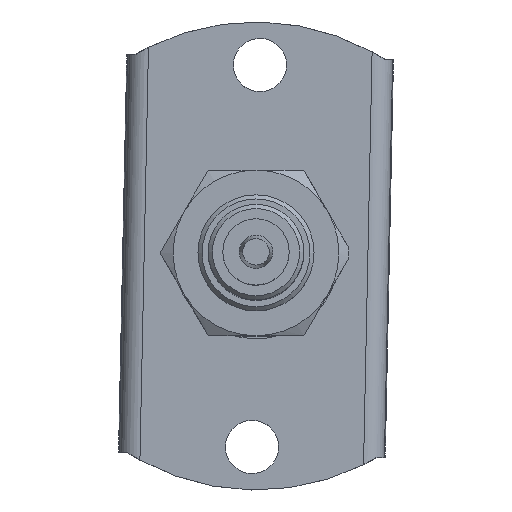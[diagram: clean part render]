
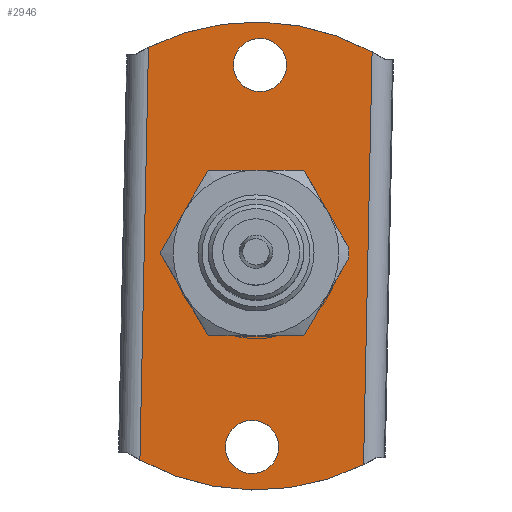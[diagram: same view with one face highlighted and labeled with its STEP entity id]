
A CAD part, top view. The second image highlights one B-rep face of the part: STEP entity #2946.
In plain terms, the highlighted face is planar.
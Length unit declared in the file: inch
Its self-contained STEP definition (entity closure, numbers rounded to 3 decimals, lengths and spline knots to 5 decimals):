
#169=FACE_BOUND($,#950,.T.);
#170=FACE_BOUND($,#951,.T.);
#171=FACE_BOUND($,#952,.T.);
#172=FACE_BOUND($,#953,.T.);
#350=CIRCLE($,#3191,0.90625);
#353=CIRCLE($,#3200,0.1005);
#355=CIRCLE($,#3203,0.25);
#357=CIRCLE($,#3206,0.1005);
#361=CIRCLE($,#3214,0.90625);
#571=PLANE($,#3221);
#950=EDGE_LOOP($,(#2360));
#951=EDGE_LOOP($,(#2361));
#952=EDGE_LOOP($,(#2362));
#953=EDGE_LOOP($,(#2363,#2364,#2365,#2366));
#1361=LINE($,#20618,#1470);
#1362=LINE($,#20620,#1471);
#1470=VECTOR($,#3775,1.55697);
#1471=VECTOR($,#3778,1.55697);
#1574=VERTEX_POINT($,#20490);
#1575=VERTEX_POINT($,#20497);
#1583=VERTEX_POINT($,#20544);
#1585=VERTEX_POINT($,#20549);
#1587=VERTEX_POINT($,#20554);
#1594=VERTEX_POINT($,#20592);
#1595=VERTEX_POINT($,#20599);
#1875=EDGE_CURVE($,#1575,#1574,#350,.T.);
#1888=EDGE_CURVE($,#1583,#1583,#353,.T.);
#1890=EDGE_CURVE($,#1585,#1585,#355,.T.);
#1892=EDGE_CURVE($,#1587,#1587,#357,.T.);
#1903=EDGE_CURVE($,#1595,#1594,#361,.T.);
#1910=EDGE_CURVE($,#1595,#1574,#1361,.T.);
#1911=EDGE_CURVE($,#1594,#1575,#1362,.T.);
#2360=ORIENTED_EDGE($,*,*,#1892,.T.);
#2361=ORIENTED_EDGE($,*,*,#1890,.T.);
#2362=ORIENTED_EDGE($,*,*,#1888,.T.);
#2363=ORIENTED_EDGE($,*,*,#1903,.T.);
#2364=ORIENTED_EDGE($,*,*,#1911,.T.);
#2365=ORIENTED_EDGE($,*,*,#1875,.T.);
#2366=ORIENTED_EDGE($,*,*,#1910,.F.);
#2946=ADVANCED_FACE($,(#169,#170,#171,#172),#571,.T.);
#3191=AXIS2_PLACEMENT_3D($,#20498,#3704,#3705);
#3200=AXIS2_PLACEMENT_3D($,#20545,#3726,#3727);
#3203=AXIS2_PLACEMENT_3D($,#20550,#3732,#3733);
#3206=AXIS2_PLACEMENT_3D($,#20555,#3738,#3739);
#3214=AXIS2_PLACEMENT_3D($,#20600,#3757,#3758);
#3221=AXIS2_PLACEMENT_3D($,#20619,#3776,#3777);
#3704=DIRECTION('center_axis',(0.,-1.,0.));
#3705=DIRECTION('ref_axis',(-0.854,0.,-0.521));
#3726=DIRECTION('center_axis',(0.,1.,0.));
#3727=DIRECTION('ref_axis',(-1.,0.,0.));
#3732=DIRECTION('center_axis',(0.,1.,0.));
#3733=DIRECTION('ref_axis',(-1.,0.,0.));
#3738=DIRECTION('center_axis',(0.,1.,0.));
#3739=DIRECTION('ref_axis',(-1.,0.,0.));
#3757=DIRECTION('center_axis',(0.,-1.,0.));
#3758=DIRECTION('ref_axis',(0.854,0.,0.521));
#3775=DIRECTION($,(1.,0.,0.));
#3776=DIRECTION('center_axis',(0.,-1.,0.));
#3777=DIRECTION('ref_axis',(0.,0.,-1.));
#3778=DIRECTION($,(1.,0.,0.));
#20490=CARTESIAN_POINT('',(0.77848,0.45198,0.42178));
#20497=CARTESIAN_POINT('',(0.77848,0.45198,-0.42178));
#20498=CARTESIAN_POINT('Origin',(-0.02363,0.45198,0.));
#20544=CARTESIAN_POINT('',(-0.6195,0.45198,0.));
#20545=CARTESIAN_POINT('Origin',(-0.72,0.45198,0.));
#20549=CARTESIAN_POINT('',(0.25,0.45198,0.));
#20550=CARTESIAN_POINT('Origin',(0.,0.45198,0.));
#20554=CARTESIAN_POINT('',(0.8205,0.45198,0.));
#20555=CARTESIAN_POINT('Origin',(0.72,0.45198,0.));
#20592=CARTESIAN_POINT('',(-0.77848,0.45198,-0.42178));
#20599=CARTESIAN_POINT('',(-0.77848,0.45198,0.42178));
#20600=CARTESIAN_POINT('Origin',(0.02363,0.45198,0.));
#20618=CARTESIAN_POINT($,(0.,0.45198,0.42178));
#20619=CARTESIAN_POINT('Origin',(0.,0.45198,0.42178));
#20620=CARTESIAN_POINT($,(0.,0.45198,-0.42178));
